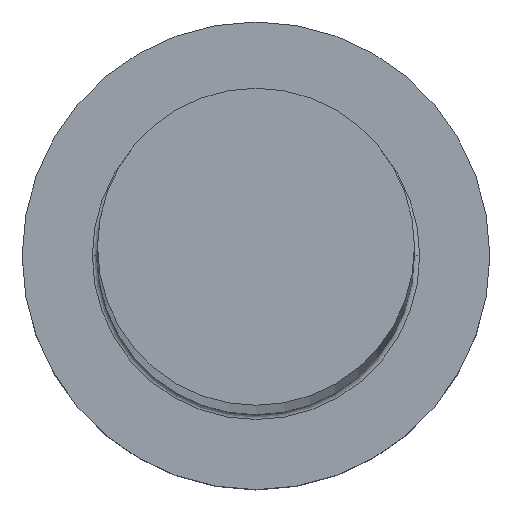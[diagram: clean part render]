
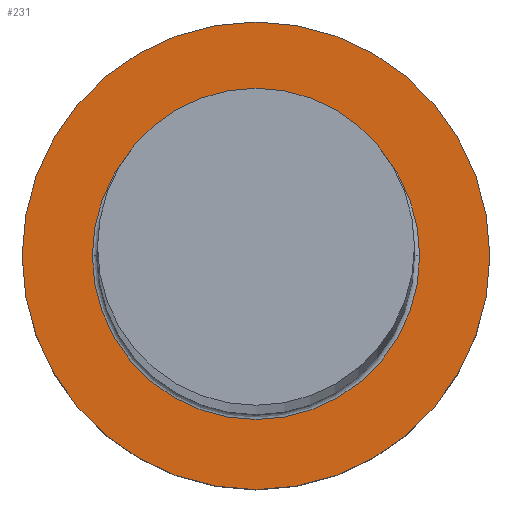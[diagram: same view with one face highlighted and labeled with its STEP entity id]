
A CAD part, top view. The second image highlights one B-rep face of the part: STEP entity #231.
In plain terms, the highlighted planar face has unit normal (0, 0, 1).
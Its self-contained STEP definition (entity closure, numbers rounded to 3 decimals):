
#2 = DIRECTION ( 'NONE',  ( 0., 0., -1. ) ) ;
#4 = FACE_BOUND ( 'NONE', #38, .T. ) ;
#13 = DIRECTION ( 'NONE',  ( 1., 0., 0. ) ) ;
#25 = PLANE ( 'NONE',  #220 ) ;
#29 = EDGE_CURVE ( 'NONE', #211, #184, #175, .T. ) ;
#38 = EDGE_LOOP ( 'NONE', ( #154, #130 ) ) ;
#51 = DIRECTION ( 'NONE',  ( 0., 0., 1. ) ) ;
#70 = DIRECTION ( 'NONE',  ( 1., 0., 0. ) ) ;
#74 = DIRECTION ( 'NONE',  ( 1., 0., 0. ) ) ;
#76 = CARTESIAN_POINT ( 'NONE',  ( 0., 0., 7. ) ) ;
#86 = VERTEX_POINT ( 'NONE', #121 ) ;
#93 = FACE_OUTER_BOUND ( 'NONE', #138, .T. ) ;
#94 = AXIS2_PLACEMENT_3D ( 'NONE', #162, #2, #74 ) ;
#108 = VERTEX_POINT ( 'NONE', #139 ) ;
#119 = DIRECTION ( 'NONE',  ( 1., 0., 0. ) ) ;
#121 = CARTESIAN_POINT ( 'NONE',  ( 6.3, 0., 7. ) ) ;
#126 = DIRECTION ( 'NONE',  ( 0., 0., -1. ) ) ;
#130 = ORIENTED_EDGE ( 'NONE', *, *, #218, .T. ) ;
#138 = EDGE_LOOP ( 'NONE', ( #260, #300 ) ) ;
#139 = CARTESIAN_POINT ( 'NONE',  ( -6.3, 0., 7. ) ) ;
#154 = ORIENTED_EDGE ( 'NONE', *, *, #286, .T. ) ;
#162 = CARTESIAN_POINT ( 'NONE',  ( 0., 0., 7. ) ) ;
#168 = AXIS2_PLACEMENT_3D ( 'NONE', #270, #51, #70 ) ;
#175 = CIRCLE ( 'NONE', #261, 9. ) ;
#181 = DIRECTION ( 'NONE',  ( 0., 0., 1. ) ) ;
#184 = VERTEX_POINT ( 'NONE', #291 ) ;
#189 = CIRCLE ( 'NONE', #94, 6.3 ) ;
#190 = CARTESIAN_POINT ( 'NONE',  ( 0., 0., 7. ) ) ;
#197 = EDGE_CURVE ( 'NONE', #184, #211, #246, .T. ) ;
#200 = AXIS2_PLACEMENT_3D ( 'NONE', #76, #126, #13 ) ;
#211 = VERTEX_POINT ( 'NONE', #212 ) ;
#212 = CARTESIAN_POINT ( 'NONE',  ( 9., 0., 7. ) ) ;
#218 = EDGE_CURVE ( 'NONE', #108, #86, #189, .T. ) ;
#220 = AXIS2_PLACEMENT_3D ( 'NONE', #190, #290, #119 ) ;
#231 = ADVANCED_FACE ( 'NONE', ( #4, #93 ), #25, .T. ) ;
#240 = CIRCLE ( 'NONE', #200, 6.3 ) ;
#246 = CIRCLE ( 'NONE', #168, 9. ) ;
#260 = ORIENTED_EDGE ( 'NONE', *, *, #197, .T. ) ;
#261 = AXIS2_PLACEMENT_3D ( 'NONE', #302, #181, #281 ) ;
#270 = CARTESIAN_POINT ( 'NONE',  ( 0., 0., 7. ) ) ;
#281 = DIRECTION ( 'NONE',  ( 1., 0., 0. ) ) ;
#286 = EDGE_CURVE ( 'NONE', #86, #108, #240, .T. ) ;
#290 = DIRECTION ( 'NONE',  ( 0., 0., 1. ) ) ;
#291 = CARTESIAN_POINT ( 'NONE',  ( -9., 0., 7. ) ) ;
#300 = ORIENTED_EDGE ( 'NONE', *, *, #29, .T. ) ;
#302 = CARTESIAN_POINT ( 'NONE',  ( 0., 0., 7. ) ) ;
